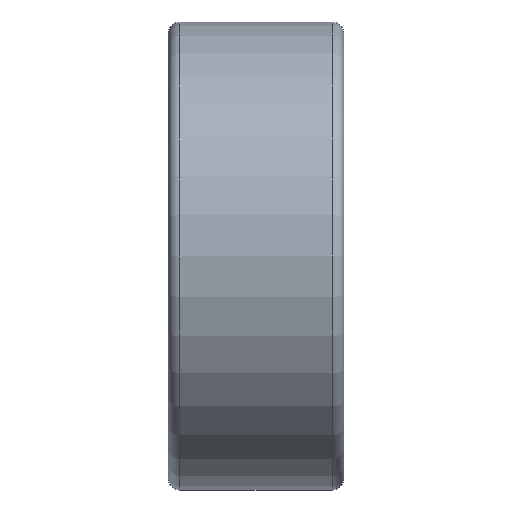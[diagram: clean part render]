
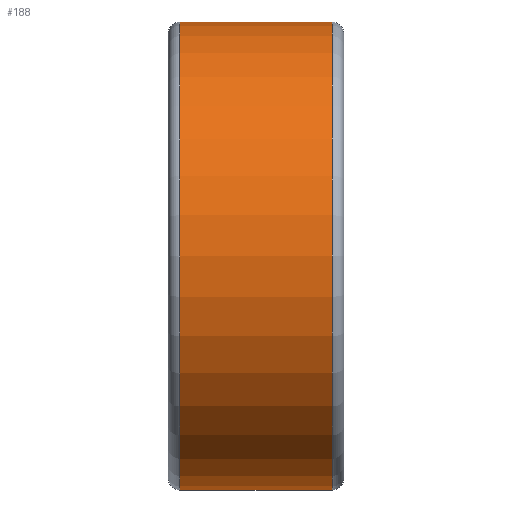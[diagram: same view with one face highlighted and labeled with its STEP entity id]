
A CAD part, front view. The second image highlights one B-rep face of the part: STEP entity #188.
In plain terms, the highlighted cylindrical face has radius 20 mm (diameter 40 mm), a partial arc.
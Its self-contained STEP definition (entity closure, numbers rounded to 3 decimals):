
#64 = EDGE_CURVE ( 'NONE', #3137, #2399, #3577, .T. ) ;
#73 = ORIENTED_EDGE ( 'NONE', *, *, #1618, .F. ) ;
#188 = ADVANCED_FACE ( 'NONE', ( #840 ), #1677, .T. ) ;
#423 = VERTEX_POINT ( 'NONE', #2254 ) ;
#523 = CARTESIAN_POINT ( 'NONE',  ( -5.06, 0., 20. ) ) ;
#806 = VECTOR ( 'NONE', #1949, 1000. ) ;
#840 = FACE_OUTER_BOUND ( 'NONE', #2910, .T. ) ;
#1086 = LINE ( 'NONE', #2241, #3109 ) ;
#1154 = CARTESIAN_POINT ( 'NONE',  ( 14., 0., 0. ) ) ;
#1230 = CARTESIAN_POINT ( 'NONE',  ( 1., 0., -20. ) ) ;
#1369 = DIRECTION ( 'NONE',  ( -1., 0., 0. ) ) ;
#1520 = VERTEX_POINT ( 'NONE', #1230 ) ;
#1618 = EDGE_CURVE ( 'NONE', #3137, #1520, #1086, .T. ) ;
#1677 = CYLINDRICAL_SURFACE ( 'NONE', #2554, 20. ) ;
#1687 = CARTESIAN_POINT ( 'NONE',  ( 14., 0., 20. ) ) ;
#1773 = DIRECTION ( 'NONE',  ( -1., 0., 0. ) ) ;
#1797 = CARTESIAN_POINT ( 'NONE',  ( 14., 0., -20. ) ) ;
#1841 = CIRCLE ( 'NONE', #2942, 20. ) ;
#1949 = DIRECTION ( 'NONE',  ( -1., 0., 0. ) ) ;
#2032 = DIRECTION ( 'NONE',  ( 1., 0., 0. ) ) ;
#2241 = CARTESIAN_POINT ( 'NONE',  ( -5.06, 0., -20. ) ) ;
#2254 = CARTESIAN_POINT ( 'NONE',  ( 1., 0., 20. ) ) ;
#2263 = DIRECTION ( 'NONE',  ( -1., 0., 0. ) ) ;
#2283 = DIRECTION ( 'NONE',  ( 0., 0., 1. ) ) ;
#2397 = EDGE_CURVE ( 'NONE', #2399, #423, #2870, .T. ) ;
#2399 = VERTEX_POINT ( 'NONE', #1687 ) ;
#2554 = AXIS2_PLACEMENT_3D ( 'NONE', #3331, #1369, #2283 ) ;
#2585 = CARTESIAN_POINT ( 'NONE',  ( 1., 0., 0. ) ) ;
#2606 = AXIS2_PLACEMENT_3D ( 'NONE', #1154, #1773, #2945 ) ;
#2870 = LINE ( 'NONE', #523, #806 ) ;
#2910 = EDGE_LOOP ( 'NONE', ( #73, #3444, #2986, #3472 ) ) ;
#2942 = AXIS2_PLACEMENT_3D ( 'NONE', #2585, #2032, #3707 ) ;
#2945 = DIRECTION ( 'NONE',  ( 0., 0., 1. ) ) ;
#2986 = ORIENTED_EDGE ( 'NONE', *, *, #2397, .T. ) ;
#3073 = EDGE_CURVE ( 'NONE', #423, #1520, #1841, .T. ) ;
#3109 = VECTOR ( 'NONE', #2263, 1000. ) ;
#3137 = VERTEX_POINT ( 'NONE', #1797 ) ;
#3331 = CARTESIAN_POINT ( 'NONE',  ( -5.06, 0., 0. ) ) ;
#3444 = ORIENTED_EDGE ( 'NONE', *, *, #64, .T. ) ;
#3472 = ORIENTED_EDGE ( 'NONE', *, *, #3073, .T. ) ;
#3577 = CIRCLE ( 'NONE', #2606, 20. ) ;
#3707 = DIRECTION ( 'NONE',  ( 0., 0., -1. ) ) ;
